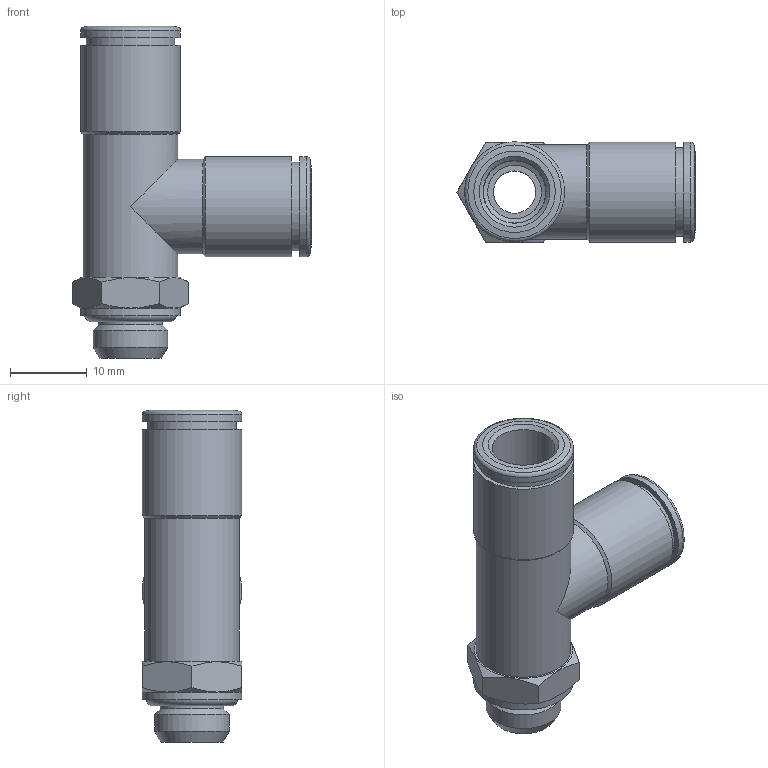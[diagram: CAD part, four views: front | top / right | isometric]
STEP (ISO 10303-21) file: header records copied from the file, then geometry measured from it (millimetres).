
FILE_DESCRIPTION(/* description */ (''),/* implementation_level */ '2;1');
FILE_NAME(/* name */ 'iqstl_188_g_msv.stp',/* time_stamp */ '2017-10-06T12:20:14+02:00',/* author */ ('Hamoud'),/* organization */ (''),/* preprocessor_version */ 'ST-DEVELOPER v15.6',/* originating_system */ 'Autodesk Inventor LT ',/* authorisation */ '');
FILE_SCHEMA (('AUTOMOTIVE_DESIGN { 1 0 10303 214 3 1 1 }'));
Length unit declared in the file: millimetre
Products named in the file (1): iqstl_188_g_msv
Bounding box: 31.01 x 13 x 43.2 mm (x, y, z)
Volume: 4239.6 mm3; surface area: 6047.1 mm2
Topology: 5 solids, 5 shells, 90 faces, 188 edges, 114 vertices
Faces by surface type: cone 32, cylinder 29, plane 24, torus 5
Full cylindrical faces by diameter (mm): 5.5 x1, 7 x2, 8.1 x2, 8.2 x2, 8.3 x1, 9 x2, 9.728 x1, 10.1 x4, 11 x2, 11.5 x2, 11.6 x2, 12.3 x2, 13 x5
Entity records: 2243 total; most frequent: CARTESIAN_POINT 572, DIRECTION 362, ORIENTED_EDGE 228, AXIS2_PLACEMENT_3D 177, EDGE_LOOP 165, EDGE_CURVE 114, VERTEX_POINT 99, FACE_OUTER_BOUND 89
